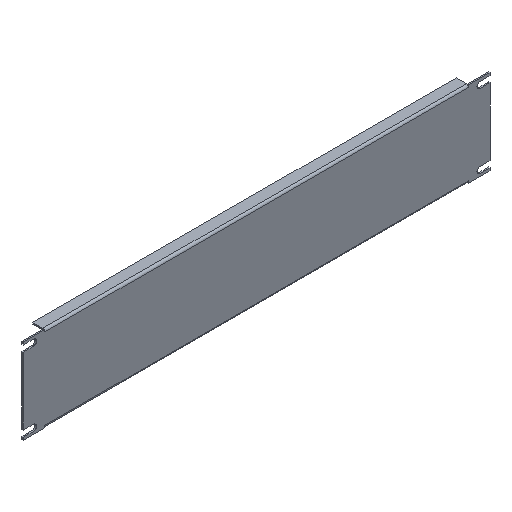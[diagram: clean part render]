
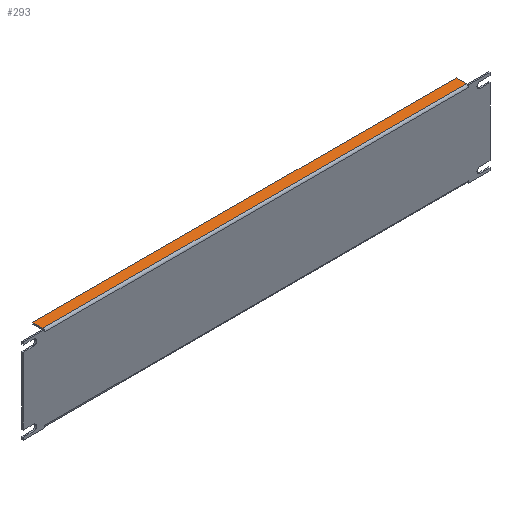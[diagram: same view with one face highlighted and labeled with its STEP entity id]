
A CAD part, isometric view. The second image highlights one B-rep face of the part: STEP entity #293.
In plain terms, the highlighted planar face has unit normal (0, 0, 1).
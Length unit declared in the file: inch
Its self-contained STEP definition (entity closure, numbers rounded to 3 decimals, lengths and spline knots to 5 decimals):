
#38 = ORIENTED_EDGE ( 'NONE', *, *, #546, .F. ) ;
#41 = VERTEX_POINT ( 'NONE', #519 ) ;
#90 = VERTEX_POINT ( 'NONE', #1197 ) ;
#143 = CARTESIAN_POINT ( 'NONE',  ( 8.625, 0.5, 1.734 ) ) ;
#173 = PLANE ( 'NONE',  #304 ) ;
#214 = DIRECTION ( 'NONE',  ( -1., 0., 0. ) ) ;
#217 = ORIENTED_EDGE ( 'NONE', *, *, #851, .T. ) ;
#248 = VERTEX_POINT ( 'NONE', #783 ) ;
#293 = ADVANCED_FACE ( 'NONE', ( #1292 ), #173, .F. ) ;
#304 = AXIS2_PLACEMENT_3D ( 'NONE', #718, #850, #736 ) ;
#373 = VECTOR ( 'NONE', #1162, 39.37008 ) ;
#456 = LINE ( 'NONE', #143, #715 ) ;
#519 = CARTESIAN_POINT ( 'NONE',  ( -8.625, 0.5, 1.734 ) ) ;
#546 = EDGE_CURVE ( 'NONE', #1156, #248, #1366, .T. ) ;
#685 = LINE ( 'NONE', #1146, #373 ) ;
#715 = VECTOR ( 'NONE', #746, 39.37008 ) ;
#718 = CARTESIAN_POINT ( 'NONE',  ( 8.625, 0.04648, 1.734 ) ) ;
#736 = DIRECTION ( 'NONE',  ( 0., 1., 0. ) ) ;
#746 = DIRECTION ( 'NONE',  ( 1., 0., 0. ) ) ;
#753 = LINE ( 'NONE', #761, #919 ) ;
#761 = CARTESIAN_POINT ( 'NONE',  ( -8.625, 0.04648, 1.734 ) ) ;
#783 = CARTESIAN_POINT ( 'NONE',  ( -8.625, 0.086, 1.734 ) ) ;
#828 = CARTESIAN_POINT ( 'NONE',  ( 8.625, 0.086, 1.734 ) ) ;
#850 = DIRECTION ( 'NONE',  ( 0., 0., -1. ) ) ;
#851 = EDGE_CURVE ( 'NONE', #41, #248, #753, .T. ) ;
#919 = VECTOR ( 'NONE', #1320, 39.37008 ) ;
#1095 = EDGE_LOOP ( 'NONE', ( #1132, #1442, #217, #38 ) ) ;
#1119 = EDGE_CURVE ( 'NONE', #41, #90, #456, .T. ) ;
#1132 = ORIENTED_EDGE ( 'NONE', *, *, #1399, .F. ) ;
#1146 = CARTESIAN_POINT ( 'NONE',  ( 8.625, 0.04648, 1.734 ) ) ;
#1156 = VERTEX_POINT ( 'NONE', #828 ) ;
#1162 = DIRECTION ( 'NONE',  ( 0., -1., 0. ) ) ;
#1197 = CARTESIAN_POINT ( 'NONE',  ( 8.625, 0.5, 1.734 ) ) ;
#1292 = FACE_OUTER_BOUND ( 'NONE', #1095, .T. ) ;
#1320 = DIRECTION ( 'NONE',  ( 0., -1., 0. ) ) ;
#1366 = LINE ( 'NONE', #1374, #1380 ) ;
#1374 = CARTESIAN_POINT ( 'NONE',  ( 8.625, 0.086, 1.734 ) ) ;
#1380 = VECTOR ( 'NONE', #214, 39.37008 ) ;
#1399 = EDGE_CURVE ( 'NONE', #90, #1156, #685, .T. ) ;
#1442 = ORIENTED_EDGE ( 'NONE', *, *, #1119, .F. ) ;
